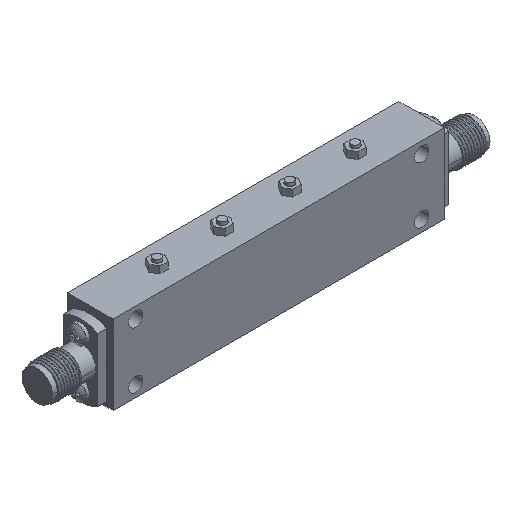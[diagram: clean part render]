
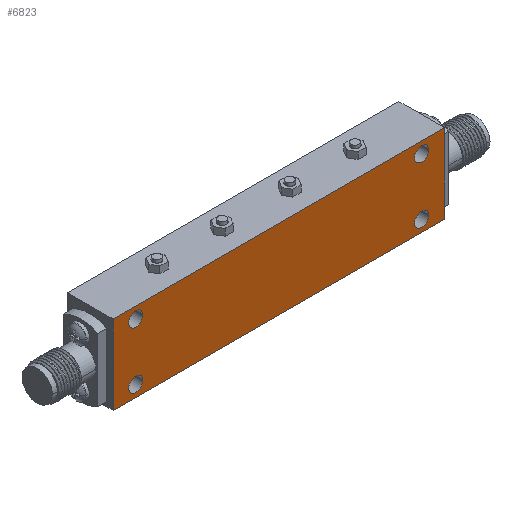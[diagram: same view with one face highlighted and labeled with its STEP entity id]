
A CAD part, isometric view. The second image highlights one B-rep face of the part: STEP entity #6823.
In plain terms, the highlighted planar face has unit normal (0, -1, 0).
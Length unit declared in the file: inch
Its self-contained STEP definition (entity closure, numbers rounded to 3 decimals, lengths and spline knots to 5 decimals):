
#56 = CARTESIAN_POINT ( 'NONE',  ( 0.99409, -0.15748, -0.17717 ) ) ;
#223 = AXIS2_PLACEMENT_3D ( 'NONE', #21534, #3576, #21148 ) ;
#243 = VERTEX_POINT ( 'NONE', #22351 ) ;
#252 = DIRECTION ( 'NONE',  ( 0., -1., 0. ) ) ;
#297 = CIRCLE ( 'NONE', #4423, 0.04921 ) ;
#320 = DIRECTION ( 'NONE',  ( -1., 0., 0. ) ) ;
#844 = ORIENTED_EDGE ( 'NONE', *, *, #4416, .F. ) ;
#954 = LINE ( 'NONE', #8592, #17986 ) ;
#1461 = AXIS2_PLACEMENT_3D ( 'NONE', #2821, #24436, #24568 ) ;
#1495 = EDGE_CURVE ( 'NONE', #11659, #15315, #954, .T. ) ;
#1532 = DIRECTION ( 'NONE',  ( 0., 0., 1. ) ) ;
#1768 = CARTESIAN_POINT ( 'NONE',  ( -1.15157, -0.15748, 0.29528 ) ) ;
#1820 = ORIENTED_EDGE ( 'NONE', *, *, #4060, .T. ) ;
#1853 = AXIS2_PLACEMENT_3D ( 'NONE', #10255, #2766, #18559 ) ;
#1895 = CARTESIAN_POINT ( 'NONE',  ( -1.04331, -0.15748, 0.21654 ) ) ;
#1906 = CARTESIAN_POINT ( 'NONE',  ( -0.99409, -0.15748, 0.21654 ) ) ;
#1995 = EDGE_CURVE ( 'NONE', #16825, #15594, #4344, .T. ) ;
#2024 = CARTESIAN_POINT ( 'NONE',  ( -0.94488, -0.15748, 0.21654 ) ) ;
#2110 = DIRECTION ( 'NONE',  ( 1., 0., 0. ) ) ;
#2242 = CARTESIAN_POINT ( 'NONE',  ( 1.15157, -0.15748, 0.29528 ) ) ;
#2293 = VERTEX_POINT ( 'NONE', #16560 ) ;
#2480 = FACE_OUTER_BOUND ( 'NONE', #14912, .T. ) ;
#2603 = LINE ( 'NONE', #2242, #12940 ) ;
#2766 = DIRECTION ( 'NONE',  ( 0., -1., 0. ) ) ;
#2821 = CARTESIAN_POINT ( 'NONE',  ( 0., -0.15748, 0. ) ) ;
#2886 = EDGE_CURVE ( 'NONE', #19863, #20054, #297, .T. ) ;
#3159 = ORIENTED_EDGE ( 'NONE', *, *, #11781, .F. ) ;
#3559 = CIRCLE ( 'NONE', #18060, 0.04921 ) ;
#3576 = DIRECTION ( 'NONE',  ( 0., -1., 0. ) ) ;
#3838 = LINE ( 'NONE', #25641, #7586 ) ;
#3900 = CIRCLE ( 'NONE', #1853, 0.04921 ) ;
#4060 = EDGE_CURVE ( 'NONE', #15315, #243, #13868, .T. ) ;
#4344 = CIRCLE ( 'NONE', #223, 0.04921 ) ;
#4409 = CARTESIAN_POINT ( 'NONE',  ( 0.99409, -0.15748, 0.21654 ) ) ;
#4411 = FACE_BOUND ( 'NONE', #7284, .T. ) ;
#4416 = EDGE_CURVE ( 'NONE', #20054, #19863, #11070, .T. ) ;
#4423 = AXIS2_PLACEMENT_3D ( 'NONE', #1906, #9750, #17819 ) ;
#4442 = DIRECTION ( 'NONE',  ( 1., 0., 0. ) ) ;
#4544 = DIRECTION ( 'NONE',  ( 0., -1., 0. ) ) ;
#5442 = EDGE_LOOP ( 'NONE', ( #25166, #7874 ) ) ;
#5826 = CARTESIAN_POINT ( 'NONE',  ( -0.99409, -0.15748, 0.21654 ) ) ;
#6084 = FACE_BOUND ( 'NONE', #10396, .T. ) ;
#6823 = ADVANCED_FACE ( 'NONE', ( #6084, #19907, #4411, #20187, #2480 ), #10923, .T. ) ;
#7284 = EDGE_LOOP ( 'NONE', ( #13805, #844 ) ) ;
#7524 = EDGE_CURVE ( 'NONE', #15594, #16825, #8267, .T. ) ;
#7586 = VECTOR ( 'NONE', #1532, 39.37008 ) ;
#7865 = CARTESIAN_POINT ( 'NONE',  ( -0.94488, -0.15748, -0.17717 ) ) ;
#7874 = ORIENTED_EDGE ( 'NONE', *, *, #7524, .F. ) ;
#7892 = CARTESIAN_POINT ( 'NONE',  ( 1.04331, -0.15748, 0.21654 ) ) ;
#8267 = CIRCLE ( 'NONE', #21911, 0.04921 ) ;
#8592 = CARTESIAN_POINT ( 'NONE',  ( -1.15157, -0.15748, 0.29528 ) ) ;
#9447 = ORIENTED_EDGE ( 'NONE', *, *, #14368, .F. ) ;
#9736 = DIRECTION ( 'NONE',  ( 0., -1., 0. ) ) ;
#9750 = DIRECTION ( 'NONE',  ( 0., -1., 0. ) ) ;
#10105 = DIRECTION ( 'NONE',  ( -1., 0., 0. ) ) ;
#10255 = CARTESIAN_POINT ( 'NONE',  ( 0.99409, -0.15748, -0.17717 ) ) ;
#10318 = DIRECTION ( 'NONE',  ( -1., 0., 0. ) ) ;
#10341 = DIRECTION ( 'NONE',  ( 1., 0., 0. ) ) ;
#10396 = EDGE_LOOP ( 'NONE', ( #17422, #3159 ) ) ;
#10923 = PLANE ( 'NONE',  #1461 ) ;
#11070 = CIRCLE ( 'NONE', #20986, 0.04921 ) ;
#11318 = CARTESIAN_POINT ( 'NONE',  ( 1.04331, -0.15748, -0.17717 ) ) ;
#11553 = ORIENTED_EDGE ( 'NONE', *, *, #13620, .F. ) ;
#11659 = VERTEX_POINT ( 'NONE', #1768 ) ;
#11781 = EDGE_CURVE ( 'NONE', #24613, #22719, #3900, .T. ) ;
#11873 = EDGE_CURVE ( 'NONE', #243, #25122, #3838, .T. ) ;
#12051 = CARTESIAN_POINT ( 'NONE',  ( -1.15157, -0.15748, -0.25591 ) ) ;
#12940 = VECTOR ( 'NONE', #10105, 39.37008 ) ;
#12977 = DIRECTION ( 'NONE',  ( 0., 0., -1. ) ) ;
#13379 = CARTESIAN_POINT ( 'NONE',  ( -0.99409, -0.15748, -0.17717 ) ) ;
#13532 = CIRCLE ( 'NONE', #19288, 0.04921 ) ;
#13620 = EDGE_CURVE ( 'NONE', #2293, #20408, #3559, .T. ) ;
#13805 = ORIENTED_EDGE ( 'NONE', *, *, #2886, .F. ) ;
#13868 = LINE ( 'NONE', #12051, #19307 ) ;
#14368 = EDGE_CURVE ( 'NONE', #20408, #2293, #24290, .T. ) ;
#14912 = EDGE_LOOP ( 'NONE', ( #19919, #21284, #21502, #1820 ) ) ;
#15315 = VERTEX_POINT ( 'NONE', #18579 ) ;
#15594 = VERTEX_POINT ( 'NONE', #7892 ) ;
#15687 = CARTESIAN_POINT ( 'NONE',  ( 0.94488, -0.15748, 0.21654 ) ) ;
#16376 = EDGE_LOOP ( 'NONE', ( #11553, #9447 ) ) ;
#16560 = CARTESIAN_POINT ( 'NONE',  ( -1.04331, -0.15748, -0.17717 ) ) ;
#16595 = EDGE_CURVE ( 'NONE', #25122, #11659, #2603, .T. ) ;
#16825 = VERTEX_POINT ( 'NONE', #15687 ) ;
#17422 = ORIENTED_EDGE ( 'NONE', *, *, #20951, .F. ) ;
#17770 = DIRECTION ( 'NONE',  ( 0., -1., 0. ) ) ;
#17819 = DIRECTION ( 'NONE',  ( -1., 0., 0. ) ) ;
#17986 = VECTOR ( 'NONE', #12977, 39.37008 ) ;
#18060 = AXIS2_PLACEMENT_3D ( 'NONE', #20161, #252, #10318 ) ;
#18559 = DIRECTION ( 'NONE',  ( 1., 0., 0. ) ) ;
#18579 = CARTESIAN_POINT ( 'NONE',  ( -1.15157, -0.15748, -0.25591 ) ) ;
#19288 = AXIS2_PLACEMENT_3D ( 'NONE', #56, #9736, #320 ) ;
#19300 = AXIS2_PLACEMENT_3D ( 'NONE', #13379, #19691, #21402 ) ;
#19307 = VECTOR ( 'NONE', #4442, 39.37008 ) ;
#19691 = DIRECTION ( 'NONE',  ( 0., -1., 0. ) ) ;
#19765 = CARTESIAN_POINT ( 'NONE',  ( 1.15157, -0.15748, 0.29528 ) ) ;
#19863 = VERTEX_POINT ( 'NONE', #1895 ) ;
#19907 = FACE_BOUND ( 'NONE', #5442, .T. ) ;
#19919 = ORIENTED_EDGE ( 'NONE', *, *, #11873, .T. ) ;
#20054 = VERTEX_POINT ( 'NONE', #2024 ) ;
#20161 = CARTESIAN_POINT ( 'NONE',  ( -0.99409, -0.15748, -0.17717 ) ) ;
#20187 = FACE_BOUND ( 'NONE', #16376, .T. ) ;
#20408 = VERTEX_POINT ( 'NONE', #7865 ) ;
#20951 = EDGE_CURVE ( 'NONE', #22719, #24613, #13532, .T. ) ;
#20986 = AXIS2_PLACEMENT_3D ( 'NONE', #5826, #17770, #2110 ) ;
#21148 = DIRECTION ( 'NONE',  ( -1., 0., 0. ) ) ;
#21284 = ORIENTED_EDGE ( 'NONE', *, *, #16595, .T. ) ;
#21402 = DIRECTION ( 'NONE',  ( 1., 0., 0. ) ) ;
#21502 = ORIENTED_EDGE ( 'NONE', *, *, #1495, .T. ) ;
#21534 = CARTESIAN_POINT ( 'NONE',  ( 0.99409, -0.15748, 0.21654 ) ) ;
#21911 = AXIS2_PLACEMENT_3D ( 'NONE', #4409, #4544, #10341 ) ;
#22351 = CARTESIAN_POINT ( 'NONE',  ( 1.15157, -0.15748, -0.25591 ) ) ;
#22719 = VERTEX_POINT ( 'NONE', #24926 ) ;
#24290 = CIRCLE ( 'NONE', #19300, 0.04921 ) ;
#24436 = DIRECTION ( 'NONE',  ( 0., -1., 0. ) ) ;
#24568 = DIRECTION ( 'NONE',  ( 1., 0., 0. ) ) ;
#24613 = VERTEX_POINT ( 'NONE', #11318 ) ;
#24926 = CARTESIAN_POINT ( 'NONE',  ( 0.94488, -0.15748, -0.17717 ) ) ;
#25122 = VERTEX_POINT ( 'NONE', #19765 ) ;
#25166 = ORIENTED_EDGE ( 'NONE', *, *, #1995, .F. ) ;
#25641 = CARTESIAN_POINT ( 'NONE',  ( 1.15157, -0.15748, -0.25591 ) ) ;
